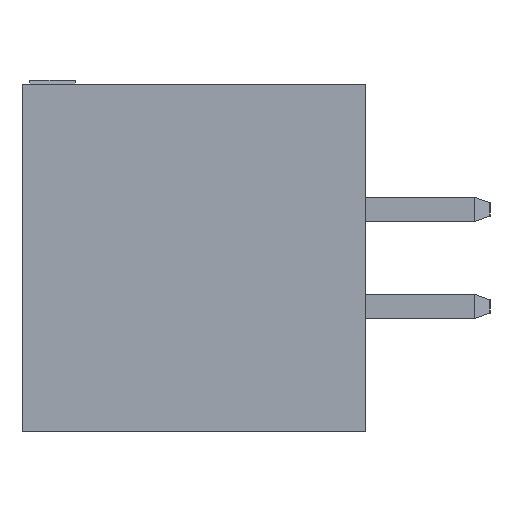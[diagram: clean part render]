
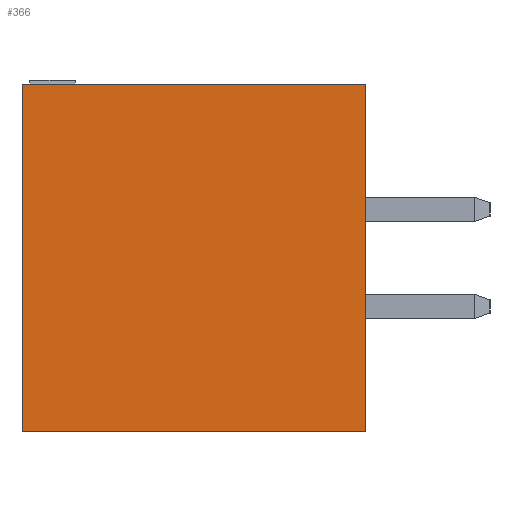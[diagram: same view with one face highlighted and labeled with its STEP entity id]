
A CAD part, left-side view. The second image highlights one B-rep face of the part: STEP entity #366.
In plain terms, the highlighted planar face has unit normal (-1, 0, 0).
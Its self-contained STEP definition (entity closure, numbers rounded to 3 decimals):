
#79 = CARTESIAN_POINT ( 'NONE',  ( -19.04, 9., -4.55 ) ) ;
#366 = ADVANCED_FACE ( 'NONE', ( #7557 ), #11646, .F. ) ;
#457 = ORIENTED_EDGE ( 'NONE', *, *, #8100, .F. ) ;
#712 = LINE ( 'NONE', #11534, #2524 ) ;
#1079 = CARTESIAN_POINT ( 'NONE',  ( -19.04, 9., 4.55 ) ) ;
#1806 = EDGE_CURVE ( 'NONE', #8836, #13721, #14879, .T. ) ;
#2178 = CARTESIAN_POINT ( 'NONE',  ( -19.04, 9., -4.55 ) ) ;
#2524 = VECTOR ( 'NONE', #10055, 1000. ) ;
#2922 = CARTESIAN_POINT ( 'NONE',  ( -19.04, 9., 4.55 ) ) ;
#3337 = VECTOR ( 'NONE', #16351, 1000. ) ;
#5131 = VERTEX_POINT ( 'NONE', #9858 ) ;
#6042 = EDGE_LOOP ( 'NONE', ( #18317, #18568, #457, #12637 ) ) ;
#6780 = CARTESIAN_POINT ( 'NONE',  ( -19.04, 9., 4.55 ) ) ;
#7557 = FACE_OUTER_BOUND ( 'NONE', #6042, .T. ) ;
#8024 = DIRECTION ( 'NONE',  ( 0., -1., 0. ) ) ;
#8100 = EDGE_CURVE ( 'NONE', #8836, #9667, #15042, .T. ) ;
#8509 = AXIS2_PLACEMENT_3D ( 'NONE', #2922, #16192, #13121 ) ;
#8836 = VERTEX_POINT ( 'NONE', #79 ) ;
#8868 = EDGE_CURVE ( 'NONE', #9667, #5131, #14983, .T. ) ;
#9223 = CARTESIAN_POINT ( 'NONE',  ( -19.04, 9., 4.55 ) ) ;
#9667 = VERTEX_POINT ( 'NONE', #6780 ) ;
#9858 = CARTESIAN_POINT ( 'NONE',  ( -19.04, 0., 4.55 ) ) ;
#10055 = DIRECTION ( 'NONE',  ( 0., 0., 1. ) ) ;
#11289 = DIRECTION ( 'NONE',  ( 0., 0., 1. ) ) ;
#11534 = CARTESIAN_POINT ( 'NONE',  ( -19.04, 0., 4.55 ) ) ;
#11646 = PLANE ( 'NONE',  #8509 ) ;
#11904 = VECTOR ( 'NONE', #8024, 1000. ) ;
#12637 = ORIENTED_EDGE ( 'NONE', *, *, #1806, .T. ) ;
#13121 = DIRECTION ( 'NONE',  ( 0., 0., -1. ) ) ;
#13721 = VERTEX_POINT ( 'NONE', #13829 ) ;
#13829 = CARTESIAN_POINT ( 'NONE',  ( -19.04, 0., -4.55 ) ) ;
#14834 = EDGE_CURVE ( 'NONE', #13721, #5131, #712, .T. ) ;
#14879 = LINE ( 'NONE', #2178, #11904 ) ;
#14983 = LINE ( 'NONE', #9223, #3337 ) ;
#15042 = LINE ( 'NONE', #1079, #15264 ) ;
#15264 = VECTOR ( 'NONE', #11289, 1000. ) ;
#16192 = DIRECTION ( 'NONE',  ( 1., 0., 0. ) ) ;
#16351 = DIRECTION ( 'NONE',  ( 0., -1., 0. ) ) ;
#18317 = ORIENTED_EDGE ( 'NONE', *, *, #14834, .T. ) ;
#18568 = ORIENTED_EDGE ( 'NONE', *, *, #8868, .F. ) ;
